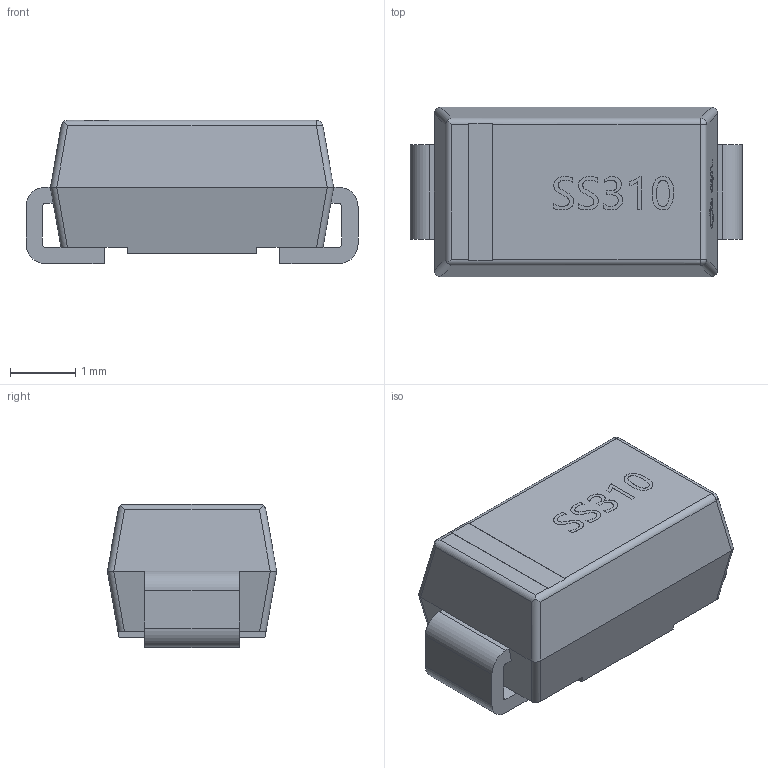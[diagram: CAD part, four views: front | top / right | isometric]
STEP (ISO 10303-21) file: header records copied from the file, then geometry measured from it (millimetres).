
FILE_DESCRIPTION (( 'STEP AP214' ), '1' );
FILE_NAME ('SMA_L4.4-W2.6-LS5.1-RD.step', '2022-07-15T04:46:57', ( '' ), ( '' ), 'SwSTEP 2.0', 'SolidWorks 2020', '' );
FILE_SCHEMA (( 'AUTOMOTIVE_DESIGN' ));
Length unit declared in the file: millimetre
Products named in the file (1): SMA_L4.4-W2.6-LS5.1-RD
Bounding box: 5.1 x 2.6 x 2.2 mm (x, y, z)
Volume: 21.7 mm3; surface area: 55.1 mm2
Topology: 14 solids, 14 shells, 415 faces, 1112 edges, 734 vertices
Faces by surface type: plane 235, bspline 158, cylinder 20, sphere 2
Entity records: 21324 total; most frequent: CARTESIAN_POINT 7318, ORIENTED_EDGE 2224, DIRECTION 1320, EDGE_CURVE 1112, VECTOR 752, LINE 752, VERTEX_POINT 734, EDGE_LOOP 440
